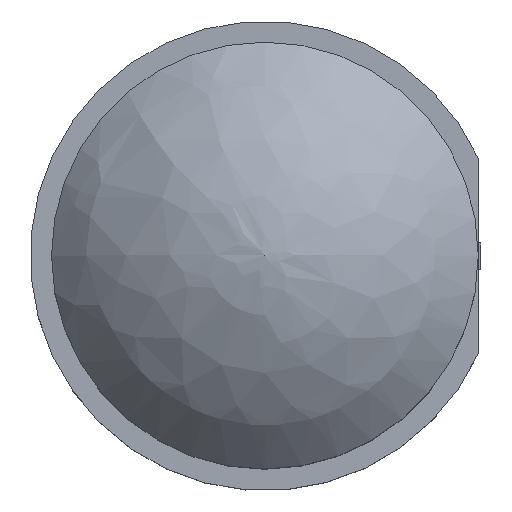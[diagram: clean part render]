
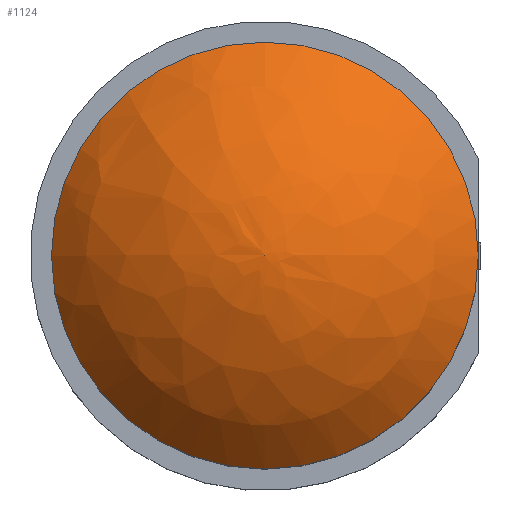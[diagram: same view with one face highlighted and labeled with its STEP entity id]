
A CAD part, top view. The second image highlights one B-rep face of the part: STEP entity #1124.
In plain terms, the highlighted free-form (B-spline) face has degree [2, 2] with [3, 9] control points.
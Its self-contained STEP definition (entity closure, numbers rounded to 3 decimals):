
#15=(
BOUNDED_SURFACE()
B_SPLINE_SURFACE(2,2,((#1786,#1787,#1788,#1789,#1790,#1791,#1792,#1793,
#1794),(#1795,#1796,#1797,#1798,#1799,#1800,#1801,#1802,#1803),(#1804,#1805,
#1806,#1807,#1808,#1809,#1810,#1811,#1812)),.UNSPECIFIED.,.F.,.T.,.F.)
B_SPLINE_SURFACE_WITH_KNOTS((3,3),(3,2,2,2,3),(0.709,1.506),
(-3.142,-1.571,0.,1.571,3.142),
 .UNSPECIFIED.)
GEOMETRIC_REPRESENTATION_ITEM()
RATIONAL_B_SPLINE_SURFACE(((1.,0.707,1.,0.707,1.,
0.707,1.,0.707,1.),(0.922,0.652,
0.922,0.652,0.922,0.652,0.922,
0.652,0.922),(1.,0.707,1.,0.707,
1.,0.707,1.,0.707,1.)))
REPRESENTATION_ITEM('')
SURFACE()
);
#23=CIRCLE('',#1197,5.762);
#24=CIRCLE('',#1198,4.);
#25=CIRCLE('',#1199,4.);
#81=FACE_OUTER_BOUND('',#141,.T.);
#141=EDGE_LOOP('',(#1003,#1004,#1005,#1006));
#545=VERTEX_POINT('',#1813);
#546=VERTEX_POINT('',#1814);
#547=VERTEX_POINT('',#1816);
#699=EDGE_CURVE('',#545,#546,#23,.T.);
#700=EDGE_CURVE('',#546,#547,#24,.T.);
#701=EDGE_CURVE('',#547,#546,#25,.T.);
#1003=ORIENTED_EDGE('',*,*,#699,.T.);
#1004=ORIENTED_EDGE('',*,*,#700,.T.);
#1005=ORIENTED_EDGE('',*,*,#701,.T.);
#1006=ORIENTED_EDGE('',*,*,#699,.F.);
#1124=ADVANCED_FACE('',(#81),#15,.F.);
#1197=AXIS2_PLACEMENT_3D('',#1815,#1466,#1467);
#1198=AXIS2_PLACEMENT_3D('',#1817,#1468,#1469);
#1199=AXIS2_PLACEMENT_3D('',#1818,#1470,#1471);
#1466=DIRECTION('center_axis',(0.,-1.,0.));
#1467=DIRECTION('ref_axis',(-1.,0.,0.));
#1468=DIRECTION('center_axis',(0.,0.,1.));
#1469=DIRECTION('ref_axis',(-1.,0.,0.));
#1470=DIRECTION('center_axis',(0.,0.,1.));
#1471=DIRECTION('ref_axis',(-1.,0.,0.));
#1786=CARTESIAN_POINT('Ctrl Pts',(-4.,0.,5.5));
#1787=CARTESIAN_POINT('Ctrl Pts',(-4.,-4.,5.5));
#1788=CARTESIAN_POINT('Ctrl Pts',(0.,-4.,5.5));
#1789=CARTESIAN_POINT('Ctrl Pts',(4.,-4.,5.5));
#1790=CARTESIAN_POINT('Ctrl Pts',(4.,0.,5.5));
#1791=CARTESIAN_POINT('Ctrl Pts',(4.,4.,5.5));
#1792=CARTESIAN_POINT('Ctrl Pts',(0.,4.,5.5));
#1793=CARTESIAN_POINT('Ctrl Pts',(-4.,4.,5.5));
#1794=CARTESIAN_POINT('Ctrl Pts',(-4.,0.,5.5));
#1795=CARTESIAN_POINT('Ctrl Pts',(-2.421,0.,7.342));
#1796=CARTESIAN_POINT('Ctrl Pts',(-2.421,-2.421,7.342));
#1797=CARTESIAN_POINT('Ctrl Pts',(0.,-2.421,7.342));
#1798=CARTESIAN_POINT('Ctrl Pts',(2.421,-2.421,7.342));
#1799=CARTESIAN_POINT('Ctrl Pts',(2.421,0.,7.342));
#1800=CARTESIAN_POINT('Ctrl Pts',(2.421,2.421,7.342));
#1801=CARTESIAN_POINT('Ctrl Pts',(0.,2.421,7.342));
#1802=CARTESIAN_POINT('Ctrl Pts',(-2.421,2.421,7.342));
#1803=CARTESIAN_POINT('Ctrl Pts',(-2.421,0.,7.342));
#1804=CARTESIAN_POINT('Ctrl Pts',(0.,0.,7.5));
#1805=CARTESIAN_POINT('Ctrl Pts',(0.,0.,7.5));
#1806=CARTESIAN_POINT('Ctrl Pts',(0.,0.,7.5));
#1807=CARTESIAN_POINT('Ctrl Pts',(0.,0.,7.5));
#1808=CARTESIAN_POINT('Ctrl Pts',(0.,0.,7.5));
#1809=CARTESIAN_POINT('Ctrl Pts',(0.,0.,7.5));
#1810=CARTESIAN_POINT('Ctrl Pts',(0.,0.,7.5));
#1811=CARTESIAN_POINT('Ctrl Pts',(0.,0.,7.5));
#1812=CARTESIAN_POINT('Ctrl Pts',(0.,0.,7.5));
#1813=CARTESIAN_POINT('',(0.,0.,7.5));
#1814=CARTESIAN_POINT('',(-4.,0.,5.5));
#1815=CARTESIAN_POINT('Origin',(0.375,0.,1.75));
#1816=CARTESIAN_POINT('',(4.,0.,5.5));
#1817=CARTESIAN_POINT('Origin',(0.,0.,5.5));
#1818=CARTESIAN_POINT('Origin',(0.,0.,5.5));
